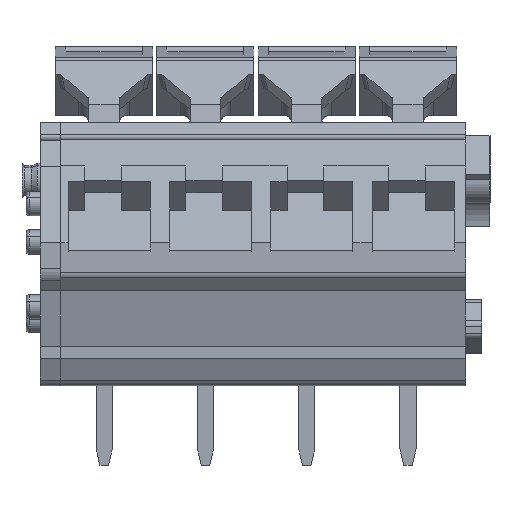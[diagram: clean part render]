
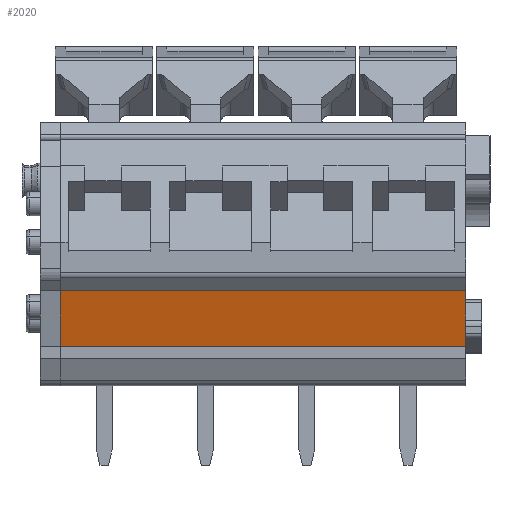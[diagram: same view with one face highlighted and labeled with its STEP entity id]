
A CAD part, front view. The second image highlights one B-rep face of the part: STEP entity #2020.
In plain terms, the highlighted planar face has unit normal (0, -0.966, -0.259).
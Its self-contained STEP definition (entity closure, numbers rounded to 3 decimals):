
#2007=AXIS2_PLACEMENT_3D('Plane Axis2P3D',#2004,#2005,#2006) ;
#529=CARTESIAN_POINT('Vertex',(1.9,1.37,5.863)) ;
#532=CARTESIAN_POINT('Line Origine',(1.9,1.002,7.238)) ;
#536=CARTESIAN_POINT('Vertex',(1.9,0.634,8.613)) ;
#980=CARTESIAN_POINT('Vertex',(21.9,0.634,8.613)) ;
#983=CARTESIAN_POINT('Line Origine',(21.9,1.002,7.238)) ;
#987=CARTESIAN_POINT('Vertex',(21.9,1.37,5.863)) ;
#1991=CARTESIAN_POINT('Line Origine',(11.9,1.37,5.863)) ;
#2004=CARTESIAN_POINT('Axis2P3D Location',(4.05,1.37,5.863)) ;
#2009=CARTESIAN_POINT('Line Origine',(11.9,0.634,8.613)) ;
#533=DIRECTION('Vector Direction',(0.,-0.259,0.966)) ;
#984=DIRECTION('Vector Direction',(0.,-0.259,0.966)) ;
#1992=DIRECTION('Vector Direction',(-1.,0.,0.)) ;
#2005=DIRECTION('Axis2P3D Direction',(0.,-0.966,-0.259)) ;
#2006=DIRECTION('Axis2P3D XDirection',(0.,-0.259,0.966)) ;
#2010=DIRECTION('Vector Direction',(-1.,0.,0.)) ;
#534=VECTOR('Line Direction',#533,1.) ;
#985=VECTOR('Line Direction',#984,1.) ;
#1993=VECTOR('Line Direction',#1992,1.) ;
#2011=VECTOR('Line Direction',#2010,1.) ;
#2015=ORIENTED_EDGE('',*,*,#1995,.F.) ;
#2016=ORIENTED_EDGE('',*,*,#989,.T.) ;
#2017=ORIENTED_EDGE('',*,*,#2013,.T.) ;
#2018=ORIENTED_EDGE('',*,*,#538,.F.) ;
#2020=ADVANCED_FACE('Housing\\LMZF500-housing',(#2019),#2008,.T.) ;
#538=EDGE_CURVE('',#530,#537,#535,.T.) ;
#989=EDGE_CURVE('',#988,#981,#986,.T.) ;
#1995=EDGE_CURVE('',#988,#530,#1994,.T.) ;
#2013=EDGE_CURVE('',#981,#537,#2012,.T.) ;
#2014=EDGE_LOOP('',(#2015,#2016,#2017,#2018)) ;
#2019=FACE_OUTER_BOUND('',#2014,.T.) ;
#535=LINE('Line',#532,#534) ;
#986=LINE('Line',#983,#985) ;
#1994=LINE('Line',#1991,#1993) ;
#2012=LINE('Line',#2009,#2011) ;
#2008=PLANE('',#2007) ;
#530=VERTEX_POINT('',#529) ;
#537=VERTEX_POINT('',#536) ;
#981=VERTEX_POINT('',#980) ;
#988=VERTEX_POINT('',#987) ;
